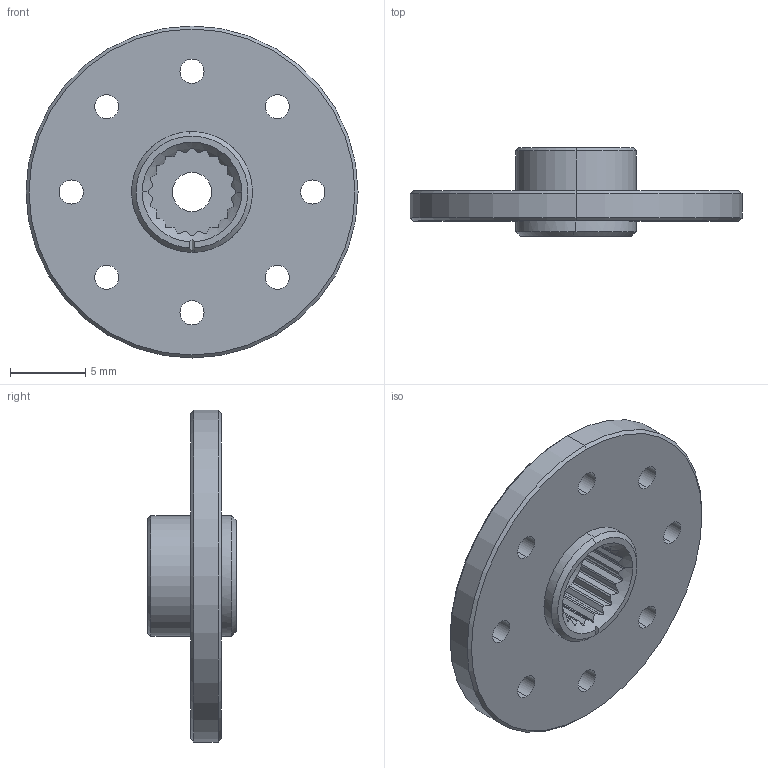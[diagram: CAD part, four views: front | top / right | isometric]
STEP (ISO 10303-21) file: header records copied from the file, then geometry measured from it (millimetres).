
FILE_DESCRIPTION (( 'STEP AP203' ), '1' );
FILE_NAME ('HN07-N101_Défaut_sldprt.STEP', '2023-10-06T19:32:59', ( '' ), ( '' ), 'SwSTEP 2.0', 'SolidWorks 2023', '' );
FILE_SCHEMA (( 'CONFIG_CONTROL_DESIGN' ));
Length unit declared in the file: millimetre
Products named in the file (1): HN07-N101_Défaut_sldprt
Bounding box: 22 x 5.85 x 22 mm (x, y, z)
Volume: 787 mm3; surface area: 1111.5 mm2
Topology: 1 solids, 1 shells, 154 faces, 422 edges, 269 vertices
Faces by surface type: cylinder 71, plane 47, cone 34, bspline 2
Entity records: 5803 total; most frequent: CARTESIAN_POINT 2003, ORIENTED_EDGE 832, DIRECTION 700, EDGE_CURVE 416, AXIS2_PLACEMENT_3D 276, VERTEX_POINT 269, EDGE_LOOP 177, ADVANCED_FACE 154
